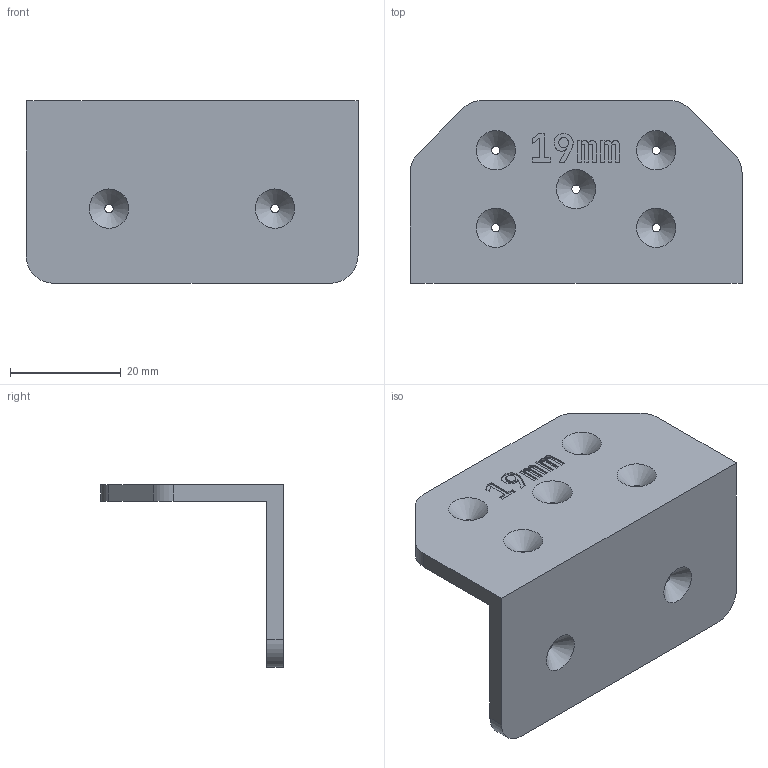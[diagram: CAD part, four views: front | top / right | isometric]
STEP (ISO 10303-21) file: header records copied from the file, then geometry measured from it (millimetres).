
FILE_DESCRIPTION(('FreeCAD Model'),'2;1');
FILE_NAME('Open CASCADE Shape Model','2024-07-15T20:22:10',(''),(''), 'Open CASCADE STEP processor 7.6','FreeCAD','Unknown');
FILE_SCHEMA(('AUTOMOTIVE_DESIGN { 1 0 10303 214 1 1 1 1 }'));
Length unit declared in the file: millimetre
Products named in the file (1): Pocket046
Bounding box: 60 x 33 x 33 mm (x, y, z)
Volume: 10600.9 mm3; surface area: 8097.3 mm2
Topology: 1 solids, 1 shells, 121 faces, 335 edges, 221 vertices
Faces by surface type: plane 56, extrusion 45, cylinder 13, cone 7
Full cylindrical faces by diameter (mm): 1.5 x7
Entity records: 8311 total; most frequent: CARTESIAN_POINT 1860, DIRECTION 1035, VECTOR 797, LINE 752, ORIENTED_EDGE 670, PCURVE 670, DEFINITIONAL_REPRESENTATION 670, EDGE_CURVE 335
